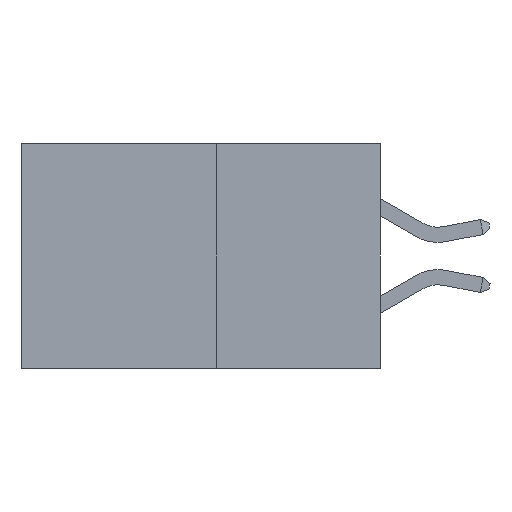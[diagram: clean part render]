
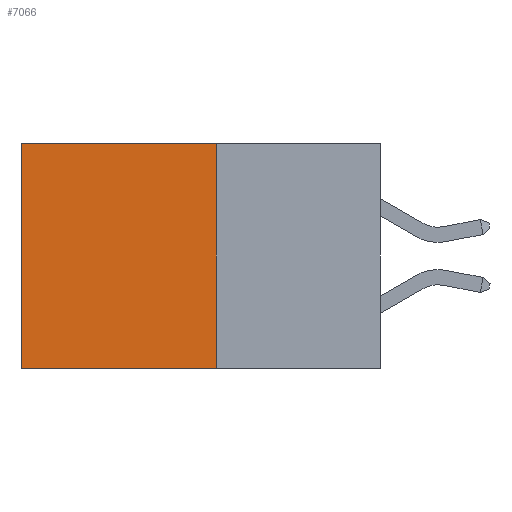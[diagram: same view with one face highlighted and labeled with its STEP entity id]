
A CAD part, left-side view. The second image highlights one B-rep face of the part: STEP entity #7066.
In plain terms, the highlighted planar face has unit normal (-1, 0, 0).
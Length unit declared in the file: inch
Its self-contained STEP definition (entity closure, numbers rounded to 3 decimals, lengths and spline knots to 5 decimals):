
#556 = EDGE_CURVE ( 'NONE', #3256, #6133, #13063, .T. ) ;
#1695 = LINE ( 'NONE', #9042, #9426 ) ;
#1709 = AXIS2_PLACEMENT_3D ( 'NONE', #12811, #11872, #11973 ) ;
#1949 = DIRECTION ( 'NONE',  ( 0., 1., 0. ) ) ;
#1979 = FACE_OUTER_BOUND ( 'NONE', #6209, .T. ) ;
#2304 = CARTESIAN_POINT ( 'NONE',  ( 0.277, 0.59, 0. ) ) ;
#2394 = ORIENTED_EDGE ( 'NONE', *, *, #556, .F. ) ;
#3197 = ORIENTED_EDGE ( 'NONE', *, *, #4522, .T. ) ;
#3256 = VERTEX_POINT ( 'NONE', #9453 ) ;
#3353 = ORIENTED_EDGE ( 'NONE', *, *, #12434, .F. ) ;
#4212 = ORIENTED_EDGE ( 'NONE', *, *, #4604, .T. ) ;
#4254 = CARTESIAN_POINT ( 'NONE',  ( 0.277, 0.59, -0.37 ) ) ;
#4522 = EDGE_CURVE ( 'NONE', #12818, #6133, #1695, .T. ) ;
#4604 = EDGE_CURVE ( 'NONE', #10358, #12818, #8820, .T. ) ;
#4615 = CARTESIAN_POINT ( 'NONE',  ( 0.277, 0.27, 0. ) ) ;
#4658 = DIRECTION ( 'NONE',  ( 0., 1., 0. ) ) ;
#6068 = CARTESIAN_POINT ( 'NONE',  ( 0.277, 0.27, -0.37 ) ) ;
#6133 = VERTEX_POINT ( 'NONE', #4254 ) ;
#6209 = EDGE_LOOP ( 'NONE', ( #3197, #2394, #3353, #4212 ) ) ;
#7066 = ADVANCED_FACE ( 'NONE', ( #1979 ), #11297, .F. ) ;
#7091 = DIRECTION ( 'NONE',  ( 0., 0., -1. ) ) ;
#7325 = VECTOR ( 'NONE', #7091, 39.37008 ) ;
#8238 = VECTOR ( 'NONE', #1949, 39.37008 ) ;
#8820 = LINE ( 'NONE', #9104, #10804 ) ;
#9042 = CARTESIAN_POINT ( 'NONE',  ( 0.277, 0.59, -0.37 ) ) ;
#9104 = CARTESIAN_POINT ( 'NONE',  ( 0.277, 0.27, 0. ) ) ;
#9426 = VECTOR ( 'NONE', #9961, 39.37008 ) ;
#9453 = CARTESIAN_POINT ( 'NONE',  ( 0.277, 0.27, -0.37 ) ) ;
#9961 = DIRECTION ( 'NONE',  ( 0., 0., -1. ) ) ;
#10008 = CARTESIAN_POINT ( 'NONE',  ( 0.277, 0.27, -0.37 ) ) ;
#10059 = LINE ( 'NONE', #6068, #7325 ) ;
#10358 = VERTEX_POINT ( 'NONE', #4615 ) ;
#10804 = VECTOR ( 'NONE', #4658, 39.37008 ) ;
#11297 = PLANE ( 'NONE',  #1709 ) ;
#11872 = DIRECTION ( 'NONE',  ( 1., 0., 0. ) ) ;
#11973 = DIRECTION ( 'NONE',  ( 0., 0., -1. ) ) ;
#12434 = EDGE_CURVE ( 'NONE', #10358, #3256, #10059, .T. ) ;
#12811 = CARTESIAN_POINT ( 'NONE',  ( 0.277, 0.27, -0.37 ) ) ;
#12818 = VERTEX_POINT ( 'NONE', #2304 ) ;
#13063 = LINE ( 'NONE', #10008, #8238 ) ;
